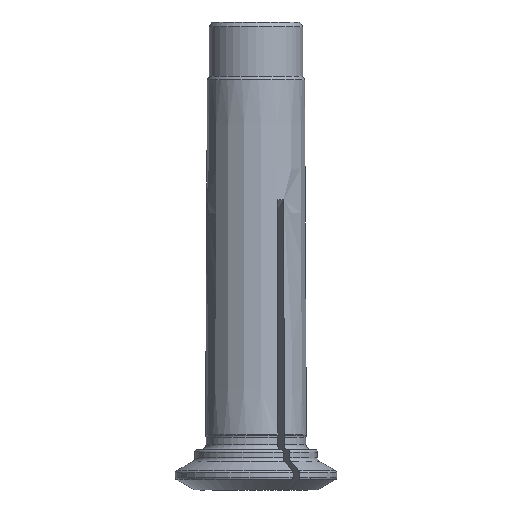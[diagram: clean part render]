
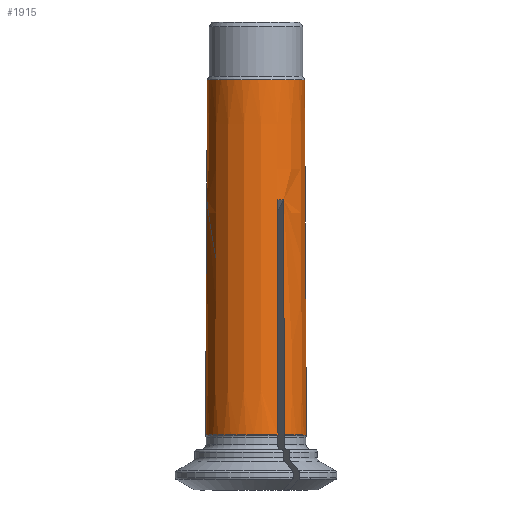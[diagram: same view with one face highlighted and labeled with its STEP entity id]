
A CAD part, front view. The second image highlights one B-rep face of the part: STEP entity #1915.
In plain terms, the highlighted conical face has half-angle 0.286 degrees and reference radius 3.002 mm.
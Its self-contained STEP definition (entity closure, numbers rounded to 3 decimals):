
#21=ELLIPSE('',#1985,4.345,3.072);
#24=ELLIPSE('',#2024,4.345,3.072);
#27=ELLIPSE('',#2080,4.345,3.072);
#111=LINE('',#2679,#180);
#132=LINE('',#2860,#201);
#146=LINE('',#2965,#215);
#158=LINE('',#3044,#227);
#160=LINE('',#3047,#229);
#161=LINE('',#3048,#230);
#180=VECTOR('',#2223,1000.);
#201=VECTOR('',#2322,1000.);
#215=VECTOR('',#2392,1000.);
#227=VECTOR('',#2464,1000.);
#229=VECTOR('',#2468,1000.);
#230=VECTOR('',#2469,1000.);
#267=CONICAL_SURFACE('',#2084,3.002,0.005);
#566=ORIENTED_EDGE('',*,*,#862,.F.);
#567=ORIENTED_EDGE('',*,*,#881,.F.);
#568=ORIENTED_EDGE('',*,*,#774,.F.);
#569=ORIENTED_EDGE('',*,*,#883,.T.);
#570=ORIENTED_EDGE('',*,*,#808,.F.);
#571=ORIENTED_EDGE('',*,*,#809,.F.);
#572=ORIENTED_EDGE('',*,*,#860,.F.);
#573=ORIENTED_EDGE('',*,*,#884,.T.);
#574=ORIENTED_EDGE('',*,*,#746,.F.);
#575=ORIENTED_EDGE('',*,*,#747,.F.);
#576=ORIENTED_EDGE('',*,*,#827,.F.);
#577=ORIENTED_EDGE('',*,*,#848,.T.);
#578=ORIENTED_EDGE('',*,*,#875,.F.);
#746=EDGE_CURVE('',#945,#943,#21,.T.);
#747=EDGE_CURVE('',#946,#945,#111,.T.);
#774=EDGE_CURVE('',#970,#971,#1082,.T.);
#808=EDGE_CURVE('',#995,#993,#24,.T.);
#809=EDGE_CURVE('',#996,#995,#132,.T.);
#827=EDGE_CURVE('',#1008,#946,#1101,.T.);
#848=EDGE_CURVE('',#1008,#1021,#146,.T.);
#860=EDGE_CURVE('',#1028,#996,#1118,.T.);
#862=EDGE_CURVE('',#1029,#1029,#1119,.T.);
#875=EDGE_CURVE('',#1036,#1021,#27,.T.);
#881=EDGE_CURVE('',#971,#1036,#158,.T.);
#883=EDGE_CURVE('',#970,#993,#160,.T.);
#884=EDGE_CURVE('',#1028,#943,#161,.T.);
#943=VERTEX_POINT('',#2672);
#945=VERTEX_POINT('',#2676);
#946=VERTEX_POINT('',#2680);
#970=VERTEX_POINT('',#2760);
#971=VERTEX_POINT('',#2761);
#993=VERTEX_POINT('',#2853);
#995=VERTEX_POINT('',#2857);
#996=VERTEX_POINT('',#2861);
#1008=VERTEX_POINT('',#2908);
#1021=VERTEX_POINT('',#2964);
#1028=VERTEX_POINT('',#2995);
#1029=VERTEX_POINT('',#2999);
#1036=VERTEX_POINT('',#3033);
#1082=CIRCLE('',#1999,3.13);
#1101=CIRCLE('',#2034,3.13);
#1118=CIRCLE('',#2065,3.13);
#1119=CIRCLE('',#2067,3.02);
#1197=EDGE_LOOP('',(#566));
#1198=EDGE_LOOP('',(#567,#568,#569,#570,#571,#572,#573,#574,#575,#576,#577,
#578));
#1291=FACE_BOUND('',#1197,.T.);
#1292=FACE_BOUND('',#1198,.T.);
#1915=ADVANCED_FACE('',(#1291,#1292),#267,.T.);
#1985=AXIS2_PLACEMENT_3D('',#2677,#2219,#2220);
#1999=AXIS2_PLACEMENT_3D('',#2759,#2258,#2259);
#2024=AXIS2_PLACEMENT_3D('',#2858,#2318,#2319);
#2034=AXIS2_PLACEMENT_3D('',#2910,#2346,#2347);
#2065=AXIS2_PLACEMENT_3D('',#2994,#2418,#2419);
#2067=AXIS2_PLACEMENT_3D('',#2998,#2423,#2424);
#2080=AXIS2_PLACEMENT_3D('',#3034,#2452,#2453);
#2084=AXIS2_PLACEMENT_3D('',#3046,#2466,#2467);
#2219=DIRECTION('',(0.354,-0.612,-0.707));
#2220=DIRECTION('',(-0.354,0.612,-0.707));
#2223=DIRECTION('',(-0.003,0.004,1.));
#2258=DIRECTION('',(0.,0.,-1.));
#2259=DIRECTION('',(-1.,0.,0.));
#2318=DIRECTION('',(-0.707,0.,-0.707));
#2319=DIRECTION('',(0.707,0.,-0.707));
#2322=DIRECTION('',(0.005,0.,1.));
#2346=DIRECTION('',(0.,0.,-1.));
#2347=DIRECTION('',(-1.,0.,0.));
#2392=DIRECTION('',(-0.003,-0.004,1.));
#2418=DIRECTION('',(0.,0.,-1.));
#2419=DIRECTION('',(-1.,0.,0.));
#2423=DIRECTION('',(0.,0.,1.));
#2424=DIRECTION('',(1.,0.,0.));
#2452=DIRECTION('',(0.354,0.612,-0.707));
#2453=DIRECTION('',(-0.354,-0.612,-0.707));
#2464=DIRECTION('',(-0.003,-0.004,1.));
#2466=DIRECTION('',(0.,0.,-1.));
#2467=DIRECTION('',(-1.,0.,0.));
#2468=DIRECTION('',(0.005,0.,1.));
#2469=DIRECTION('',(-0.003,0.004,1.));
#2672=CARTESIAN_POINT('',(1.33,-2.753,17.992));
#2676=CARTESIAN_POINT('',(1.719,-2.528,17.992));
#2677=CARTESIAN_POINT('',(-0.008,0.013,14.928));
#2679=CARTESIAN_POINT('',(1.737,-2.559,10.708));
#2680=CARTESIAN_POINT('',(1.756,-2.591,3.425));
#2759=CARTESIAN_POINT('',(0.,0.,3.425));
#2760=CARTESIAN_POINT('',(-3.122,0.225,3.425));
#2761=CARTESIAN_POINT('',(1.366,2.816,3.425));
#2853=CARTESIAN_POINT('',(-3.049,0.225,17.992));
#2857=CARTESIAN_POINT('',(-3.049,-0.225,17.992));
#2858=CARTESIAN_POINT('',(0.015,0.,14.928));
#2860=CARTESIAN_POINT('',(-3.085,-0.225,10.708));
#2861=CARTESIAN_POINT('',(-3.122,-0.225,3.425));
#2908=CARTESIAN_POINT('',(1.756,2.591,3.425));
#2910=CARTESIAN_POINT('',(0.,0.,3.425));
#2964=CARTESIAN_POINT('',(1.719,2.528,17.992));
#2965=CARTESIAN_POINT('',(1.737,2.559,10.708));
#2994=CARTESIAN_POINT('',(0.,0.,3.425));
#2995=CARTESIAN_POINT('',(1.366,-2.816,3.425));
#2998=CARTESIAN_POINT('',(0.,0.,25.416));
#2999=CARTESIAN_POINT('',(3.02,0.,25.416));
#3033=CARTESIAN_POINT('',(1.33,2.753,17.992));
#3034=CARTESIAN_POINT('',(-0.008,-0.013,14.928));
#3044=CARTESIAN_POINT('',(1.348,2.784,10.708));
#3046=CARTESIAN_POINT('',(0.,0.,29.));
#3047=CARTESIAN_POINT('',(-3.085,0.225,10.708));
#3048=CARTESIAN_POINT('',(1.348,-2.784,10.708));
